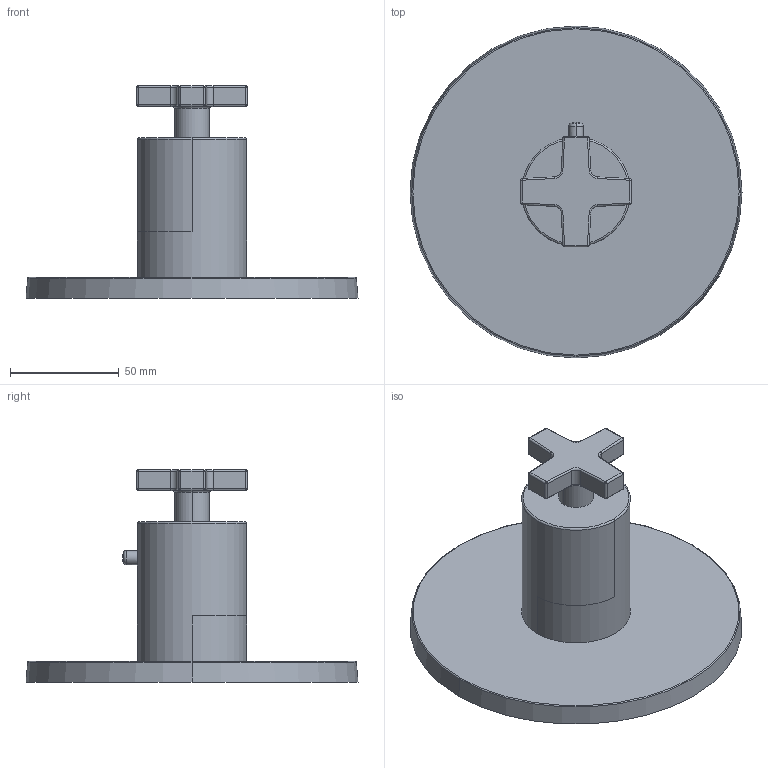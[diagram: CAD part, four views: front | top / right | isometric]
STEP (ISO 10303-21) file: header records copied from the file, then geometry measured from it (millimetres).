
FILE_DESCRIPTION((''),'2;1');
FILE_NAME('3-2984TR','2020-12-04T13:20:49',('jinson.thomas'),(''),'CREO PARAMETRIC BY PTC INC, 2018400','CREO PARAMETRIC BY PTC INC, 2018400','');
FILE_SCHEMA(('CONFIG_CONTROL_DESIGN'));
Length unit declared in the file: inch
Products named in the file (1): 3-2984TR
Bounding box: 152.4 x 152.4 x 97.49 mm (x, y, z)
Volume: 311829 mm3; surface area: 54980 mm2
Topology: 1 solids, 1 shells, 95 faces, 201 edges, 109 vertices
Faces by surface type: cylinder 42, sphere 18, plane 17, torus 16, cone 2
Entity records: 2611 total; most frequent: DIRECTION 501, CARTESIAN_POINT 479, ORIENTED_EDGE 398, AXIS2_PLACEMENT_3D 209, EDGE_CURVE 199, CIRCLE 114, VERTEX_POINT 109, EDGE_LOOP 98
